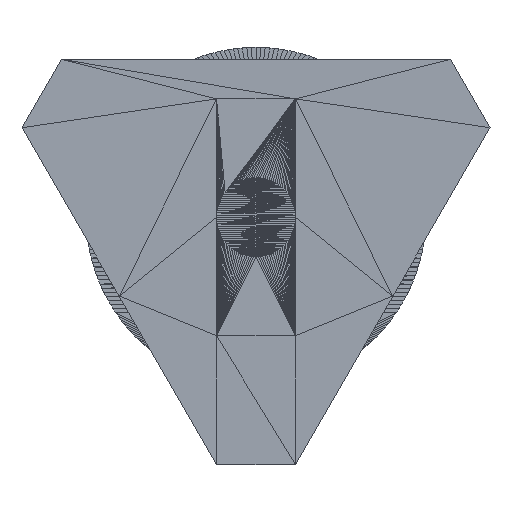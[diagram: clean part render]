
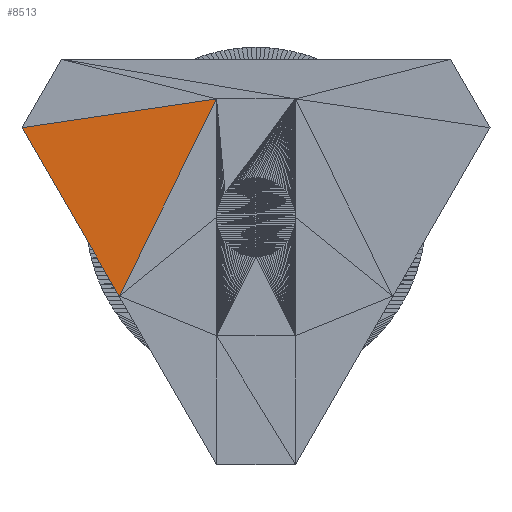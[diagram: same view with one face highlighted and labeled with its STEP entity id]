
A CAD part, left-side view. The second image highlights one B-rep face of the part: STEP entity #8513.
In plain terms, the highlighted planar face has unit normal (-1, 0, 0).
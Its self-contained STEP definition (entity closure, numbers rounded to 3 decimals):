
#4771 = VERTEX_POINT('',#4772);
#4772 = CARTESIAN_POINT('',(0.,14.82,5.67));
#4845 = PLANE('',#4846);
#4846 = AXIS2_PLACEMENT_3D('',#4847,#4848,#4849);
#4847 = CARTESIAN_POINT('',(1.494,11.237,
    -0.536));
#4848 = DIRECTION('',(0.,0.866,
    -0.5));
#4849 = DIRECTION('',(0.,0.5,0.866));
#4861 = VERTEX_POINT('',#4862);
#4862 = CARTESIAN_POINT('',(0.,8.66,-5.));
#4887 = EDGE_CURVE('',#4771,#4861,#4888,.T.);
#4888 = SURFACE_CURVE('',#4889,(#4893,#4899),.PCURVE_S1.);
#4889 = LINE('',#4890,#4891);
#4890 = CARTESIAN_POINT('',(0.,14.82,5.67));
#4891 = VECTOR('',#4892,1.);
#4892 = DIRECTION('',(0.,-0.5,-0.866));
#4893 = PCURVE('',#4845,#4894);
#4894 = DEFINITIONAL_REPRESENTATION('',(#4895),#4898);
#4895 = B_SPLINE_CURVE_WITH_KNOTS('',1,(#4896,#4897),.UNSPECIFIED.,.F.,
  .F.,(2,2),(0.,12.32),.PIECEWISE_BEZIER_KNOTS.);
#4896 = CARTESIAN_POINT('',(7.166,-1.494));
#4897 = CARTESIAN_POINT('',(-5.154,-1.494));
#4898 = ( GEOMETRIC_REPRESENTATION_CONTEXT(2) 
PARAMETRIC_REPRESENTATION_CONTEXT() REPRESENTATION_CONTEXT('2D SPACE',''
  ) );
#4899 = PCURVE('',#4900,#4905);
#4900 = PLANE('',#4901);
#4901 = AXIS2_PLACEMENT_3D('',#4902,#4903,#4904);
#4902 = CARTESIAN_POINT('',(0.,8.532,2.673));
#4903 = DIRECTION('',(-1.,0.,0.));
#4904 = DIRECTION('',(0.,0.,-1.));
#4905 = DEFINITIONAL_REPRESENTATION('',(#4906),#4910);
#4906 = LINE('',#4907,#4908);
#4907 = CARTESIAN_POINT('',(-2.997,-6.288));
#4908 = VECTOR('',#4909,1.);
#4909 = DIRECTION('',(0.866,0.5));
#4910 = ( GEOMETRIC_REPRESENTATION_CONTEXT(2) 
PARAMETRIC_REPRESENTATION_CONTEXT() REPRESENTATION_CONTEXT('2D SPACE',''
  ) );
#5118 = VERTEX_POINT('',#5119);
#5119 = CARTESIAN_POINT('',(0.,2.5,7.492));
#5133 = PLANE('',#5134);
#5134 = AXIS2_PLACEMENT_3D('',#5135,#5136,#5137);
#5135 = CARTESIAN_POINT('',(0.,9.091,7.603));
#5136 = DIRECTION('',(-1.,0.,0.));
#5137 = DIRECTION('',(0.,0.,-1.));
#8494 = EDGE_CURVE('',#4771,#5118,#8495,.T.);
#8495 = SURFACE_CURVE('',#8496,(#8500,#8507),.PCURVE_S1.);
#8496 = LINE('',#8497,#8498);
#8497 = CARTESIAN_POINT('',(0.,14.82,5.67));
#8498 = VECTOR('',#8499,1.);
#8499 = DIRECTION('',(0.,-0.989,0.146));
#8500 = PCURVE('',#5133,#8501);
#8501 = DEFINITIONAL_REPRESENTATION('',(#8502),#8506);
#8502 = LINE('',#8503,#8504);
#8503 = CARTESIAN_POINT('',(1.934,-5.729));
#8504 = VECTOR('',#8505,1.);
#8505 = DIRECTION('',(-0.146,0.989));
#8506 = ( GEOMETRIC_REPRESENTATION_CONTEXT(2) 
PARAMETRIC_REPRESENTATION_CONTEXT() REPRESENTATION_CONTEXT('2D SPACE',''
  ) );
#8507 = PCURVE('',#4900,#8508);
#8508 = DEFINITIONAL_REPRESENTATION('',(#8509),#8512);
#8509 = B_SPLINE_CURVE_WITH_KNOTS('',1,(#8510,#8511),.UNSPECIFIED.,.F.,
  .F.,(2,2),(0.,12.454),.PIECEWISE_BEZIER_KNOTS.);
#8510 = CARTESIAN_POINT('',(-2.997,-6.288));
#8511 = CARTESIAN_POINT('',(-4.819,6.032));
#8512 = ( GEOMETRIC_REPRESENTATION_CONTEXT(2) 
PARAMETRIC_REPRESENTATION_CONTEXT() REPRESENTATION_CONTEXT('2D SPACE',''
  ) );
#8513 = ADVANCED_FACE('',(#8514),#4900,.T.);
#8514 = FACE_BOUND('',#8515,.T.);
#8515 = EDGE_LOOP('',(#8516,#8517,#8542));
#8516 = ORIENTED_EDGE('',*,*,#4887,.T.);
#8517 = ORIENTED_EDGE('',*,*,#8518,.T.);
#8518 = EDGE_CURVE('',#4861,#5118,#8519,.T.);
#8519 = SURFACE_CURVE('',#8520,(#8524,#8531),.PCURVE_S1.);
#8520 = LINE('',#8521,#8522);
#8521 = CARTESIAN_POINT('',(0.,8.66,-5.));
#8522 = VECTOR('',#8523,1.);
#8523 = DIRECTION('',(0.,-0.442,0.897));
#8524 = PCURVE('',#4900,#8525);
#8525 = DEFINITIONAL_REPRESENTATION('',(#8526),#8530);
#8526 = LINE('',#8527,#8528);
#8527 = CARTESIAN_POINT('',(7.673,-0.128));
#8528 = VECTOR('',#8529,1.);
#8529 = DIRECTION('',(-0.897,0.442));
#8530 = ( GEOMETRIC_REPRESENTATION_CONTEXT(2) 
PARAMETRIC_REPRESENTATION_CONTEXT() REPRESENTATION_CONTEXT('2D SPACE',''
  ) );
#8531 = PCURVE('',#8532,#8537);
#8532 = PLANE('',#8533);
#8533 = AXIS2_PLACEMENT_3D('',#8534,#8535,#8536);
#8534 = CARTESIAN_POINT('',(0.,4.794,0.872));
#8535 = DIRECTION('',(-1.,0.,0.));
#8536 = DIRECTION('',(0.,0.,-1.));
#8537 = DEFINITIONAL_REPRESENTATION('',(#8538),#8541);
#8538 = B_SPLINE_CURVE_WITH_KNOTS('',1,(#8539,#8540),.UNSPECIFIED.,.F.,
  .F.,(2,2),(0.,13.928),.PIECEWISE_BEZIER_KNOTS.);
#8539 = CARTESIAN_POINT('',(5.872,-3.866));
#8540 = CARTESIAN_POINT('',(-6.62,2.294));
#8541 = ( GEOMETRIC_REPRESENTATION_CONTEXT(2) 
PARAMETRIC_REPRESENTATION_CONTEXT() REPRESENTATION_CONTEXT('2D SPACE',''
  ) );
#8542 = ORIENTED_EDGE('',*,*,#8494,.F.);
